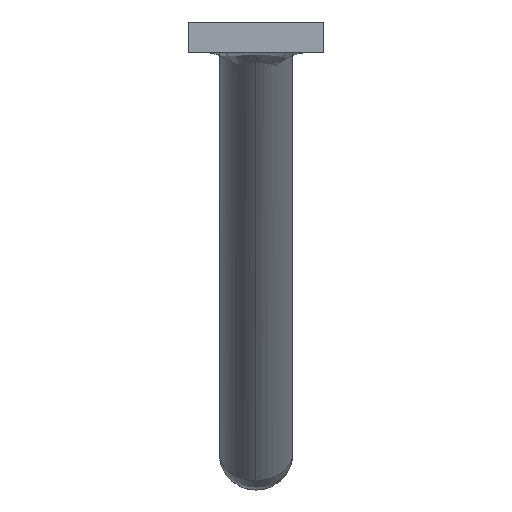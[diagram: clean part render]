
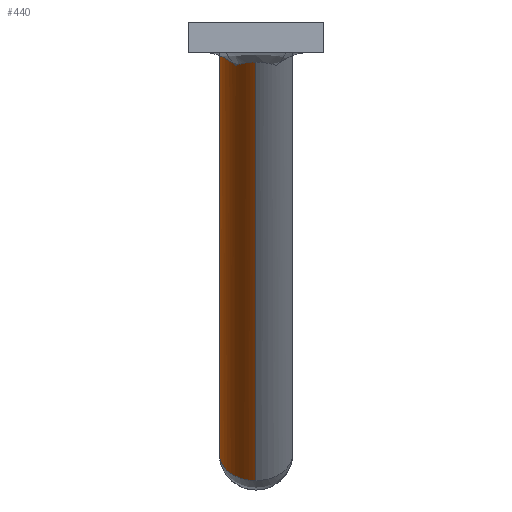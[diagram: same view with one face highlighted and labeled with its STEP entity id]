
A CAD part, left-side view. The second image highlights one B-rep face of the part: STEP entity #440.
In plain terms, the highlighted cylindrical face has radius 3 mm (diameter 6 mm), a partial arc.
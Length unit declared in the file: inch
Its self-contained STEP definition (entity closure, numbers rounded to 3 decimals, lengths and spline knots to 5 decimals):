
#71 = CARTESIAN_POINT ( 'NONE',  ( 1.31505, 0.11811, -1.43361 ) ) ;
#110 = CARTESIAN_POINT ( 'NONE',  ( 0., 0.11654, -0.02739 ) ) ;
#118 = CARTESIAN_POINT ( 'NONE',  ( 0., 0.11113, -0.07406 ) ) ;
#153 = EDGE_CURVE ( 'NONE', #1569, #807, #1353, .T. ) ;
#163 = CARTESIAN_POINT ( 'NONE',  ( 0., 0.06552, -0.14004 ) ) ;
#186 = CARTESIAN_POINT ( 'NONE',  ( 1.38129, 0., -1.23396 ) ) ;
#199 = VERTEX_POINT ( 'NONE', #995 ) ;
#206 = ORIENTED_EDGE ( 'NONE', *, *, #1305, .F. ) ;
#219 =( BOUNDED_CURVE ( )  B_SPLINE_CURVE ( 3, ( #1678, #1062, #324, #163 ),
 .UNSPECIFIED., .F., .T. ) 
 B_SPLINE_CURVE_WITH_KNOTS ( ( 4, 4 ),
 ( 3.14159, 3.72962 ),
 .UNSPECIFIED. ) 
 CURVE ( )  GEOMETRIC_REPRESENTATION_ITEM ( )  RATIONAL_B_SPLINE_CURVE ( ( 1., 0.971, 0.971, 1. ) ) 
 REPRESENTATION_ITEM ( '' )  );
#267 = CARTESIAN_POINT ( 'NONE',  ( 1.38129, 0., -1.23396 ) ) ;
#324 = CARTESIAN_POINT ( 'NONE',  ( -0.02592, 0.04597, -0.13229 ) ) ;
#343 = VERTEX_POINT ( 'NONE', #1208 ) ;
#348 = CARTESIAN_POINT ( 'NONE',  ( 0., 0.11759, -0.01829 ) ) ;
#386 = CARTESIAN_POINT ( 'NONE',  ( 1.2824, 0.06919, -1.47018 ) ) ;
#388 = CYLINDRICAL_SURFACE ( 'NONE', #1206, 0.11811 ) ;
#395 = ORIENTED_EDGE ( 'NONE', *, *, #1695, .F. ) ;
#415 = CARTESIAN_POINT ( 'NONE',  ( 1.36122, 0.11811, -1.38189 ) ) ;
#430 = LINE ( 'NONE', #1664, #1243 ) ;
#439 = ORIENTED_EDGE ( 'NONE', *, *, #1888, .T. ) ;
#440 = ADVANCED_FACE ( 'NONE', ( #1372 ), #388, .T. ) ;
#456 = LINE ( 'NONE', #1730, #1211 ) ;
#466 = ORIENTED_EDGE ( 'NONE', *, *, #1715, .T. ) ;
#482 =( BOUNDED_CURVE ( )  B_SPLINE_CURVE ( 3, ( #1403, #951, #1416, #945 ),
 .UNSPECIFIED., .F., .F. ) 
 B_SPLINE_CURVE_WITH_KNOTS ( ( 4, 4 ),
 ( 0., 1.57087 ),
 .UNSPECIFIED. ) 
 CURVE ( )  GEOMETRIC_REPRESENTATION_ITEM ( )  RATIONAL_B_SPLINE_CURVE ( ( 1., 0.805, 0.805, 1. ) ) 
 REPRESENTATION_ITEM ( '' )  );
#491 = VERTEX_POINT ( 'NONE', #186 ) ;
#533 = CARTESIAN_POINT ( 'NONE',  ( -0.00001, 0.11811, 0. ) ) ;
#623 = DIRECTION ( 'NONE',  ( -0.712, 0., -0.702 ) ) ;
#721 = CARTESIAN_POINT ( 'NONE',  ( 0., 0.11654, -0.02739 ) ) ;
#732 =( BOUNDED_CURVE ( )  B_SPLINE_CURVE ( 3, ( #110, #118, #886, #1172 ),
 .UNSPECIFIED., .F., .T. ) 
 B_SPLINE_CURVE_WITH_KNOTS ( ( 4, 4 ),
 ( 4.87587, 5.69515 ),
 .UNSPECIFIED. ) 
 CURVE ( )  GEOMETRIC_REPRESENTATION_ITEM ( )  RATIONAL_B_SPLINE_CURVE ( ( 1., 0.945, 0.945, 1. ) ) 
 REPRESENTATION_ITEM ( '' )  );
#771 = DIRECTION ( 'NONE',  ( 0.702, 0., -0.712 ) ) ;
#807 = VERTEX_POINT ( 'NONE', #1821 ) ;
#886 = CARTESIAN_POINT ( 'NONE',  ( 0., 0.09314, -0.1138 ) ) ;
#895 =( BOUNDED_CURVE ( )  B_SPLINE_CURVE ( 3, ( #989, #71, #386, #1446 ),
 .UNSPECIFIED., .F., .T. ) 
 B_SPLINE_CURVE_WITH_KNOTS ( ( 4, 4 ),
 ( 1.5708, 3.14159 ),
 .UNSPECIFIED. ) 
 CURVE ( )  GEOMETRIC_REPRESENTATION_ITEM ( )  RATIONAL_B_SPLINE_CURVE ( ( 1., 0.805, 0.805, 1. ) ) 
 REPRESENTATION_ITEM ( '' )  );
#926 = EDGE_CURVE ( 'NONE', #1569, #1192, #732, .T. ) ;
#945 = CARTESIAN_POINT ( 'NONE',  ( -0.00001, 0.11811, 0. ) ) ;
#951 = CARTESIAN_POINT ( 'NONE',  ( 0.16579, 0.06919, 0. ) ) ;
#989 = CARTESIAN_POINT ( 'NONE',  ( 1.36122, 0.11811, -1.38189 ) ) ;
#995 = CARTESIAN_POINT ( 'NONE',  ( 1.36122, 0.11811, -1.38189 ) ) ;
#1020 = EDGE_CURVE ( 'NONE', #491, #199, #1576, .T. ) ;
#1027 = ORIENTED_EDGE ( 'NONE', *, *, #1933, .T. ) ;
#1062 = CARTESIAN_POINT ( 'NONE',  ( -0.03946, 0.02349, -0.12825 ) ) ;
#1101 = CARTESIAN_POINT ( 'NONE',  ( 0., 0.06552, -0.14004 ) ) ;
#1133 = CARTESIAN_POINT ( 'NONE',  ( 0., 0.11654, -0.02739 ) ) ;
#1150 = VERTEX_POINT ( 'NONE', #1826 ) ;
#1169 = ORIENTED_EDGE ( 'NONE', *, *, #153, .T. ) ;
#1172 = CARTESIAN_POINT ( 'NONE',  ( 0., 0.06552, -0.14004 ) ) ;
#1192 = VERTEX_POINT ( 'NONE', #1101 ) ;
#1206 = AXIS2_PLACEMENT_3D ( 'NONE', #1523, #771, #623 ) ;
#1208 = CARTESIAN_POINT ( 'NONE',  ( 1.2824, 0., -1.47018 ) ) ;
#1211 = VECTOR ( 'NONE', #1754, 39.37008 ) ;
#1243 = VECTOR ( 'NONE', #1519, 39.37008 ) ;
#1300 = EDGE_LOOP ( 'NONE', ( #206, #1027, #1465, #439, #395, #466, #1854, #1169 ) ) ;
#1305 = EDGE_CURVE ( 'NONE', #1150, #807, #482, .T. ) ;
#1328 = CARTESIAN_POINT ( 'NONE',  ( -0.03946, 0., -0.12825 ) ) ;
#1334 = CARTESIAN_POINT ( 'NONE',  ( 1.38129, 0.06919, -1.23396 ) ) ;
#1353 = B_SPLINE_CURVE_WITH_KNOTS ( 'NONE', 3,
 ( #1133, #348, #1557, #533 ),
 .UNSPECIFIED., .F., .F.,
 ( 4, 4 ),
 ( 0., 0.0007 ),
 .UNSPECIFIED. ) ;
#1372 = FACE_OUTER_BOUND ( 'NONE', #1300, .T. ) ;
#1403 = CARTESIAN_POINT ( 'NONE',  ( 0.16579, 0., 0. ) ) ;
#1416 = CARTESIAN_POINT ( 'NONE',  ( 0.09711, 0.11812, 0. ) ) ;
#1446 = CARTESIAN_POINT ( 'NONE',  ( 1.2824, 0., -1.47018 ) ) ;
#1465 = ORIENTED_EDGE ( 'NONE', *, *, #1020, .T. ) ;
#1502 = VERTEX_POINT ( 'NONE', #1328 ) ;
#1519 = DIRECTION ( 'NONE',  ( 0.702, 0., -0.712 ) ) ;
#1523 = CARTESIAN_POINT ( 'NONE',  ( 0., 0., 0. ) ) ;
#1557 = CARTESIAN_POINT ( 'NONE',  ( -0.00001, 0.11811, -0.00916 ) ) ;
#1569 = VERTEX_POINT ( 'NONE', #721 ) ;
#1576 =( BOUNDED_CURVE ( )  B_SPLINE_CURVE ( 3, ( #267, #1334, #1936, #415 ),
 .UNSPECIFIED., .F., .T. ) 
 B_SPLINE_CURVE_WITH_KNOTS ( ( 4, 4 ),
 ( 0., 1.5708 ),
 .UNSPECIFIED. ) 
 CURVE ( )  GEOMETRIC_REPRESENTATION_ITEM ( )  RATIONAL_B_SPLINE_CURVE ( ( 1., 0.805, 0.805, 1. ) ) 
 REPRESENTATION_ITEM ( '' )  );
#1664 = CARTESIAN_POINT ( 'NONE',  ( -0.08414, 0., -0.08288 ) ) ;
#1678 = CARTESIAN_POINT ( 'NONE',  ( -0.03946, 0., -0.12825 ) ) ;
#1695 = EDGE_CURVE ( 'NONE', #1502, #343, #430, .T. ) ;
#1715 = EDGE_CURVE ( 'NONE', #1502, #1192, #219, .T. ) ;
#1730 = CARTESIAN_POINT ( 'NONE',  ( 0.08414, 0., 0.08288 ) ) ;
#1754 = DIRECTION ( 'NONE',  ( 0.702, 0., -0.712 ) ) ;
#1821 = CARTESIAN_POINT ( 'NONE',  ( -0.00001, 0.11811, 0. ) ) ;
#1826 = CARTESIAN_POINT ( 'NONE',  ( 0.16579, 0., 0. ) ) ;
#1854 = ORIENTED_EDGE ( 'NONE', *, *, #926, .F. ) ;
#1888 = EDGE_CURVE ( 'NONE', #199, #343, #895, .T. ) ;
#1933 = EDGE_CURVE ( 'NONE', #1150, #491, #456, .T. ) ;
#1936 = CARTESIAN_POINT ( 'NONE',  ( 1.37298, 0.11811, -1.29523 ) ) ;
